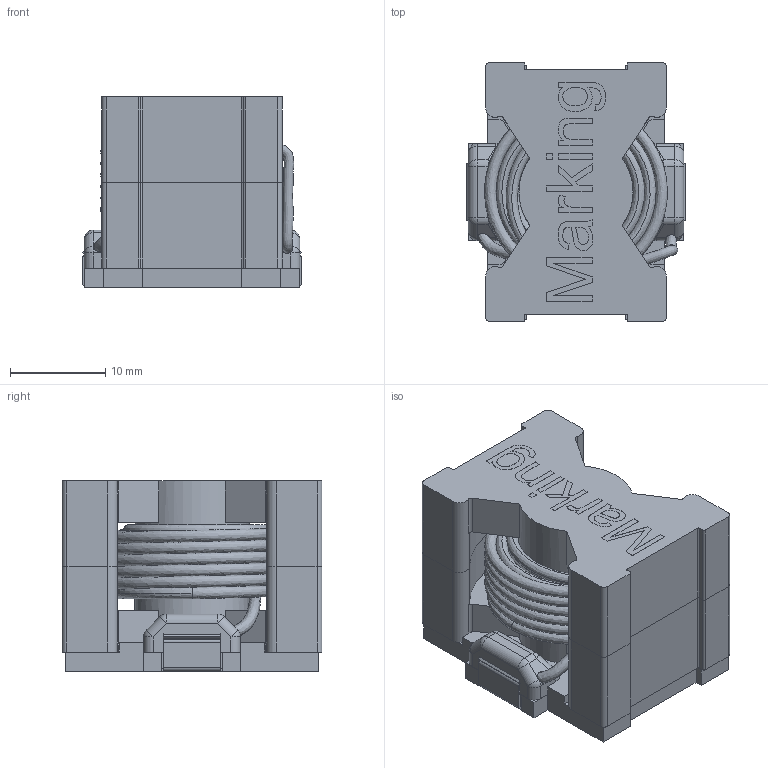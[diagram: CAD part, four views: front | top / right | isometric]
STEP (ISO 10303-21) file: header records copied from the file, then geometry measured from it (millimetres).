
FILE_DESCRIPTION(/* description */ ('Unknown'),/* implementation_level */ '2;1');
FILE_NAME(/* name */ 'L_Wurth_WE-HCF_2920',/* time_stamp */ '2022-03-08T10:09:11+08:00',/* author */ ('Unknown'),/* organization */ ('Unknown'),/* preprocessor_version */ 'ST-DEVELOPER v16.7',/* originating_system */ 'Solid Edge',/* authorisation */ 'Unknown');
FILE_SCHEMA (('AUTOMOTIVE_DESIGN {1 0 10303 214 3 1 1}'));
Length unit declared in the file: millimetre
Products named in the file (2): L_Wurth_WE-HCF_2920litzwire
Assembly tree (1 placements, depth 2):
  L_Wurth_WE-HCF_2920litzwire
    L_Wurth_WE-HCF_2920litzwire
Bounding box: 23.1 x 27.3 x 20 mm (x, y, z)
Surface area: 23001.1 mm2
Topology: 18 solids, 18 shells, 761 faces, 2150 edges, 1388 vertices
Faces by surface type: plane 432, cylinder 236, bspline 77, sphere 16
Full cylindrical faces by diameter (mm): 1.2 x8, 12 x4
Entity records: 38046 total; most frequent: CARTESIAN_POINT 18624, ORIENTED_EDGE 4172, DIRECTION 3868, EDGE_CURVE 2086, LINE 1372, VECTOR 1372, VERTEX_POINT 1362, AXIS2_PLACEMENT_3D 1248
